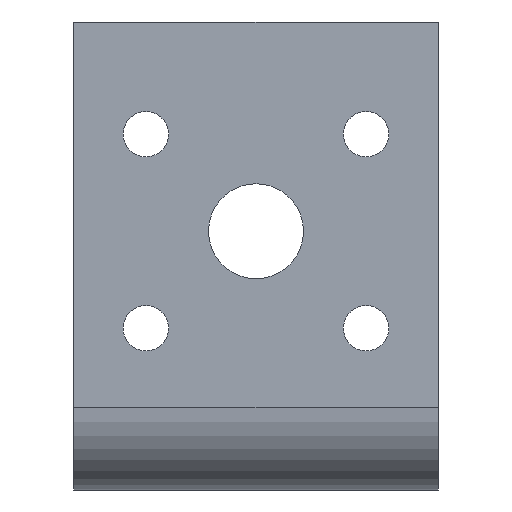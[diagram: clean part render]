
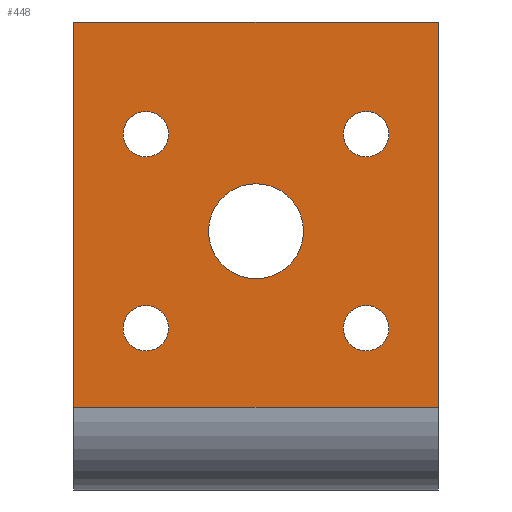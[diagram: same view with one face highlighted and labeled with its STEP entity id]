
A CAD part, front view. The second image highlights one B-rep face of the part: STEP entity #448.
In plain terms, the highlighted planar face has unit normal (0, -1, 0).
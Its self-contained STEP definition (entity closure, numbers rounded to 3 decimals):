
#22=FACE_BOUND('',#99,.T.);
#23=FACE_BOUND('',#100,.T.);
#24=FACE_BOUND('',#101,.T.);
#25=FACE_BOUND('',#102,.T.);
#26=FACE_BOUND('',#103,.T.);
#41=PLANE('',#521);
#65=FACE_OUTER_BOUND('',#98,.T.);
#98=EDGE_LOOP('',(#377,#378,#379,#380));
#99=EDGE_LOOP('',(#381));
#100=EDGE_LOOP('',(#382));
#101=EDGE_LOOP('',(#383));
#102=EDGE_LOOP('',(#384));
#103=EDGE_LOOP('',(#385));
#126=LINE('',#734,#158);
#131=LINE('',#747,#163);
#138=LINE('',#765,#170);
#140=LINE('',#768,#172);
#158=VECTOR('',#608,10.);
#163=VECTOR('',#619,10.);
#170=VECTOR('',#638,10.);
#172=VECTOR('',#642,10.);
#181=CIRCLE('',#480,1.65);
#183=CIRCLE('',#483,1.65);
#185=CIRCLE('',#486,1.65);
#187=CIRCLE('',#489,1.65);
#189=CIRCLE('',#492,3.45);
#207=VERTEX_POINT('',#672);
#209=VERTEX_POINT('',#678);
#211=VERTEX_POINT('',#684);
#213=VERTEX_POINT('',#690);
#215=VERTEX_POINT('',#696);
#226=VERTEX_POINT('',#732);
#227=VERTEX_POINT('',#733);
#232=VERTEX_POINT('',#745);
#237=VERTEX_POINT('',#764);
#244=EDGE_CURVE('',#207,#207,#181,.T.);
#247=EDGE_CURVE('',#209,#209,#183,.T.);
#250=EDGE_CURVE('',#211,#211,#185,.T.);
#253=EDGE_CURVE('',#213,#213,#187,.T.);
#256=EDGE_CURVE('',#215,#215,#189,.T.);
#272=EDGE_CURVE('',#226,#227,#126,.T.);
#279=EDGE_CURVE('',#232,#227,#131,.T.);
#288=EDGE_CURVE('',#226,#237,#138,.T.);
#290=EDGE_CURVE('',#237,#232,#140,.T.);
#377=ORIENTED_EDGE('',*,*,#272,.T.);
#378=ORIENTED_EDGE('',*,*,#279,.F.);
#379=ORIENTED_EDGE('',*,*,#290,.F.);
#380=ORIENTED_EDGE('',*,*,#288,.F.);
#381=ORIENTED_EDGE('',*,*,#244,.T.);
#382=ORIENTED_EDGE('',*,*,#247,.T.);
#383=ORIENTED_EDGE('',*,*,#250,.T.);
#384=ORIENTED_EDGE('',*,*,#253,.T.);
#385=ORIENTED_EDGE('',*,*,#256,.T.);
#448=ADVANCED_FACE('',(#65,#22,#23,#24,#25,#26),#41,.F.);
#480=AXIS2_PLACEMENT_3D('',#674,#537,#538);
#483=AXIS2_PLACEMENT_3D('',#680,#544,#545);
#486=AXIS2_PLACEMENT_3D('',#686,#551,#552);
#489=AXIS2_PLACEMENT_3D('',#692,#558,#559);
#492=AXIS2_PLACEMENT_3D('',#698,#565,#566);
#521=AXIS2_PLACEMENT_3D('',#769,#643,#644);
#537=DIRECTION('center_axis',(0.,1.,0.));
#538=DIRECTION('ref_axis',(1.,0.,0.));
#544=DIRECTION('center_axis',(0.,1.,0.));
#545=DIRECTION('ref_axis',(1.,0.,0.));
#551=DIRECTION('center_axis',(0.,1.,0.));
#552=DIRECTION('ref_axis',(1.,0.,0.));
#558=DIRECTION('center_axis',(0.,1.,0.));
#559=DIRECTION('ref_axis',(1.,0.,0.));
#565=DIRECTION('center_axis',(0.,1.,0.));
#566=DIRECTION('ref_axis',(1.,0.,0.));
#608=DIRECTION('',(1.,0.,0.));
#619=DIRECTION('',(0.,0.,-1.));
#638=DIRECTION('',(0.,0.,1.));
#642=DIRECTION('',(1.,0.,0.));
#643=DIRECTION('center_axis',(0.,1.,0.));
#644=DIRECTION('ref_axis',(1.,0.,0.));
#672=CARTESIAN_POINT('',(3.6,0.,11.75));
#674=CARTESIAN_POINT('Origin',(5.25,0.,11.75));
#678=CARTESIAN_POINT('',(19.6,0.,25.85));
#680=CARTESIAN_POINT('Origin',(21.25,0.,25.85));
#684=CARTESIAN_POINT('',(3.6,0.,25.85));
#686=CARTESIAN_POINT('Origin',(5.25,0.,25.85));
#690=CARTESIAN_POINT('',(19.6,0.,11.75));
#692=CARTESIAN_POINT('Origin',(21.25,0.,11.75));
#696=CARTESIAN_POINT('',(9.8,0.,18.8));
#698=CARTESIAN_POINT('Origin',(13.25,0.,18.8));
#732=CARTESIAN_POINT('',(0.,0.,6.));
#733=CARTESIAN_POINT('',(26.5,0.,6.));
#734=CARTESIAN_POINT('',(13.25,0.,6.));
#745=CARTESIAN_POINT('',(26.5,0.,34.));
#747=CARTESIAN_POINT('',(26.5,0.,-0.786));
#764=CARTESIAN_POINT('',(0.,0.,34.));
#765=CARTESIAN_POINT('',(0.,0.,6.));
#768=CARTESIAN_POINT('',(0.,0.,34.));
#769=CARTESIAN_POINT('Origin',(13.25,0.,16.607));
